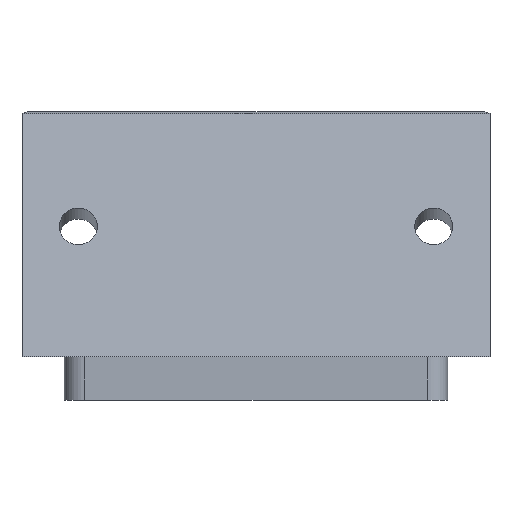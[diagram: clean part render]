
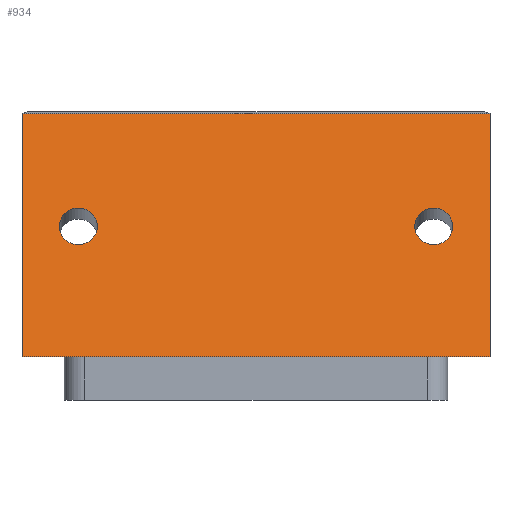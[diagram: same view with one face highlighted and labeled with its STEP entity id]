
A CAD part, front view. The second image highlights one B-rep face of the part: STEP entity #934.
In plain terms, the highlighted planar face has unit normal (0, -0.968, 0.25).
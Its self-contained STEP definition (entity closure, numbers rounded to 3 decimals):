
#22=FACE_BOUND('',#124,.T.);
#23=FACE_BOUND('',#125,.T.);
#40=CIRCLE('',#1011,2.6);
#41=CIRCLE('',#1012,2.6);
#68=FACE_OUTER_BOUND('',#123,.T.);
#123=EDGE_LOOP('',(#672,#673,#674,#675));
#124=EDGE_LOOP('',(#676));
#125=EDGE_LOOP('',(#677));
#189=LINE('',#1374,#302);
#193=LINE('',#1386,#306);
#194=LINE('',#1388,#307);
#195=LINE('',#1389,#308);
#302=VECTOR('',#1116,10.);
#306=VECTOR('',#1126,10.);
#307=VECTOR('',#1127,10.);
#308=VECTOR('',#1128,10.);
#415=VERTEX_POINT('',#1372);
#416=VERTEX_POINT('',#1373);
#421=VERTEX_POINT('',#1385);
#422=VERTEX_POINT('',#1387);
#423=VERTEX_POINT('',#1390);
#424=VERTEX_POINT('',#1392);
#509=EDGE_CURVE('',#415,#416,#189,.T.);
#515=EDGE_CURVE('',#415,#421,#193,.T.);
#516=EDGE_CURVE('',#422,#421,#194,.T.);
#517=EDGE_CURVE('',#416,#422,#195,.F.);
#518=EDGE_CURVE('',#423,#423,#40,.F.);
#519=EDGE_CURVE('',#424,#424,#41,.F.);
#672=ORIENTED_EDGE('',*,*,#509,.F.);
#673=ORIENTED_EDGE('',*,*,#515,.T.);
#674=ORIENTED_EDGE('',*,*,#516,.F.);
#675=ORIENTED_EDGE('',*,*,#517,.F.);
#676=ORIENTED_EDGE('',*,*,#518,.T.);
#677=ORIENTED_EDGE('',*,*,#519,.T.);
#890=PLANE('',#1010);
#934=ADVANCED_FACE('',(#68,#22,#23),#890,.T.);
#1010=AXIS2_PLACEMENT_3D('',#1384,#1124,#1125);
#1011=AXIS2_PLACEMENT_3D('',#1391,#1129,#1130);
#1012=AXIS2_PLACEMENT_3D('',#1393,#1131,#1132);
#1116=DIRECTION('',(-1.,0.,0.));
#1124=DIRECTION('center_axis',(0.,-0.968,0.25));
#1125=DIRECTION('ref_axis',(0.,-0.25,-0.968));
#1126=DIRECTION('',(0.,0.25,0.968));
#1127=DIRECTION('',(1.,0.,0.));
#1128=DIRECTION('',(0.,-0.25,-0.968));
#1129=DIRECTION('center_axis',(0.,-0.968,0.25));
#1130=DIRECTION('ref_axis',(0.,-0.25,-0.968));
#1131=DIRECTION('center_axis',(0.,-0.968,0.25));
#1132=DIRECTION('ref_axis',(0.,-0.25,-0.968));
#1372=CARTESIAN_POINT('',(246.304,200.466,510.468));
#1373=CARTESIAN_POINT('',(182.095,200.47,510.468));
#1374=CARTESIAN_POINT('',(180.225,200.47,510.468));
#1384=CARTESIAN_POINT('Origin',(181.896,208.064,539.932));
#1385=CARTESIAN_POINT('',(246.304,209.061,543.816));
#1386=CARTESIAN_POINT('',(246.304,204.443,525.896));
#1387=CARTESIAN_POINT('',(182.095,209.065,543.816));
#1388=CARTESIAN_POINT('',(198.045,209.064,543.816));
#1389=CARTESIAN_POINT('',(182.095,204.695,526.861));
#1390=CARTESIAN_POINT('',(189.826,205.723,530.851));
#1391=CARTESIAN_POINT('Origin',(189.826,205.074,528.333));
#1392=CARTESIAN_POINT('',(238.576,205.72,530.851));
#1393=CARTESIAN_POINT('Origin',(238.576,205.071,528.334));
